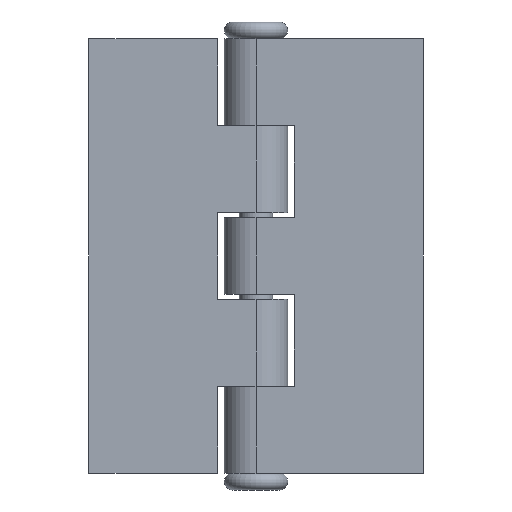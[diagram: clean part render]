
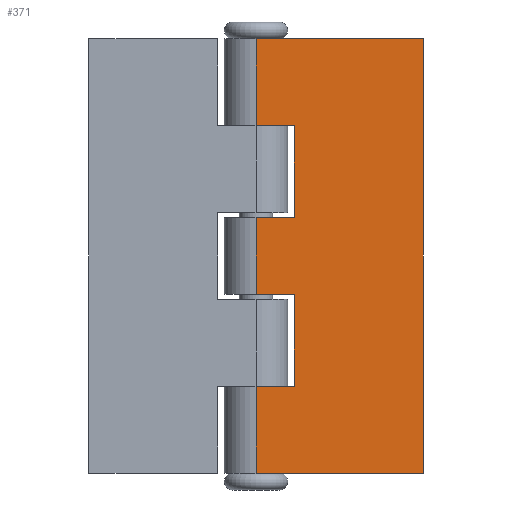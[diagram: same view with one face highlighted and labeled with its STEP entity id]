
A CAD part, front view. The second image highlights one B-rep face of the part: STEP entity #371.
In plain terms, the highlighted planar face has unit normal (0, -1, 0).
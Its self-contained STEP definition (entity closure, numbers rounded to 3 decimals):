
#227 = VERTEX_POINT ( 'NONE', #998 ) ;
#246 = VERTEX_POINT ( 'NONE', #1081 ) ;
#250 = VERTEX_POINT ( 'NONE', #1075 ) ;
#252 = EDGE_CURVE ( 'NONE', #246, #250, #1074, .T. ) ;
#271 = VERTEX_POINT ( 'NONE', #1095 ) ;
#273 = EDGE_CURVE ( 'NONE', #227, #271, #1094, .T. ) ;
#278 = VERTEX_POINT ( 'NONE', #1140 ) ;
#282 = VERTEX_POINT ( 'NONE', #1134 ) ;
#284 = EDGE_CURVE ( 'NONE', #278, #282, #1133, .T. ) ;
#359 = ORIENTED_EDGE ( 'NONE', *, *, #360, .T. ) ;
#360 = EDGE_CURVE ( 'NONE', #445, #246, #1303, .T. ) ;
#361 = ORIENTED_EDGE ( 'NONE', *, *, #252, .T. ) ;
#371 = ADVANCED_FACE ( 'NONE', ( #1283 ), #1282, .F. ) ;
#372 = EDGE_LOOP ( 'NONE', ( #373, #436, #439, #440, #443, #359, #361, #422, #423, #425, #426, #427 ) ) ;
#373 = ORIENTED_EDGE ( 'NONE', *, *, #374, .T. ) ;
#374 = EDGE_CURVE ( 'NONE', #375, #376, #1341, .T. ) ;
#375 = VERTEX_POINT ( 'NONE', #1337 ) ;
#376 = VERTEX_POINT ( 'NONE', #1336 ) ;
#382 = VERTEX_POINT ( 'NONE', #1326 ) ;
#384 = EDGE_CURVE ( 'NONE', #250, #382, #1325, .T. ) ;
#390 = EDGE_CURVE ( 'NONE', #227, #391, #1321, .T. ) ;
#391 = VERTEX_POINT ( 'NONE', #1317 ) ;
#422 = ORIENTED_EDGE ( 'NONE', *, *, #384, .T. ) ;
#423 = ORIENTED_EDGE ( 'NONE', *, *, #424, .F. ) ;
#424 = EDGE_CURVE ( 'NONE', #391, #382, #1394, .T. ) ;
#425 = ORIENTED_EDGE ( 'NONE', *, *, #390, .F. ) ;
#426 = ORIENTED_EDGE ( 'NONE', *, *, #273, .T. ) ;
#427 = ORIENTED_EDGE ( 'NONE', *, *, #428, .T. ) ;
#428 = EDGE_CURVE ( 'NONE', #271, #375, #1390, .T. ) ;
#436 = ORIENTED_EDGE ( 'NONE', *, *, #438, .T. ) ;
#438 = EDGE_CURVE ( 'NONE', #376, #278, #1380, .T. ) ;
#439 = ORIENTED_EDGE ( 'NONE', *, *, #284, .T. ) ;
#440 = ORIENTED_EDGE ( 'NONE', *, *, #441, .T. ) ;
#441 = EDGE_CURVE ( 'NONE', #282, #442, #1437, .T. ) ;
#442 = VERTEX_POINT ( 'NONE', #1433 ) ;
#443 = ORIENTED_EDGE ( 'NONE', *, *, #444, .T. ) ;
#444 = EDGE_CURVE ( 'NONE', #442, #445, #1432, .T. ) ;
#445 = VERTEX_POINT ( 'NONE', #1428 ) ;
#998 = CARTESIAN_POINT ( 'NONE',  ( 0., -9.5, 65. ) ) ;
#1071 = DIRECTION ( 'NONE',  ( 0., 0., -1. ) ) ;
#1072 = VECTOR ( 'NONE', #1071, 1000. ) ;
#1073 = CARTESIAN_POINT ( 'NONE',  ( 0., -9.5, 65. ) ) ;
#1074 = LINE ( 'NONE', #1073, #1072 ) ;
#1075 = CARTESIAN_POINT ( 'NONE',  ( 0., -9.5, -65. ) ) ;
#1081 = CARTESIAN_POINT ( 'NONE',  ( 0., -9.5, -39. ) ) ;
#1092 = VECTOR ( 'NONE', #1153, 1000. ) ;
#1093 = CARTESIAN_POINT ( 'NONE',  ( 0., -9.5, 65. ) ) ;
#1094 = LINE ( 'NONE', #1093, #1092 ) ;
#1095 = CARTESIAN_POINT ( 'NONE',  ( 0., -9.5, 39. ) ) ;
#1130 = DIRECTION ( 'NONE',  ( 0., 0., -1. ) ) ;
#1131 = VECTOR ( 'NONE', #1130, 1000. ) ;
#1132 = CARTESIAN_POINT ( 'NONE',  ( 0., -9.5, 65. ) ) ;
#1133 = LINE ( 'NONE', #1132, #1131 ) ;
#1134 = CARTESIAN_POINT ( 'NONE',  ( 0., -9.5, -11.5 ) ) ;
#1140 = CARTESIAN_POINT ( 'NONE',  ( 0., -9.5, 11.5 ) ) ;
#1153 = DIRECTION ( 'NONE',  ( 0., 0., -1. ) ) ;
#1281 = AXIS2_PLACEMENT_3D ( 'NONE', #1344, #1343, #1342 ) ;
#1282 = PLANE ( 'NONE',  #1281 ) ;
#1283 = FACE_OUTER_BOUND ( 'NONE', #372, .T. ) ;
#1300 = DIRECTION ( 'NONE',  ( -1., 0., 0. ) ) ;
#1301 = VECTOR ( 'NONE', #1300, 1000. ) ;
#1302 = CARTESIAN_POINT ( 'NONE',  ( 0., -9.5, -39. ) ) ;
#1303 = LINE ( 'NONE', #1302, #1301 ) ;
#1317 = CARTESIAN_POINT ( 'NONE',  ( 50., -9.5, 65. ) ) ;
#1318 = DIRECTION ( 'NONE',  ( 1., 0., 0. ) ) ;
#1319 = VECTOR ( 'NONE', #1318, 1000. ) ;
#1320 = CARTESIAN_POINT ( 'NONE',  ( 0., -9.5, 65. ) ) ;
#1321 = LINE ( 'NONE', #1320, #1319 ) ;
#1322 = DIRECTION ( 'NONE',  ( 1., 0., 0. ) ) ;
#1323 = VECTOR ( 'NONE', #1322, 1000. ) ;
#1324 = CARTESIAN_POINT ( 'NONE',  ( 0., -9.5, -65. ) ) ;
#1325 = LINE ( 'NONE', #1324, #1323 ) ;
#1326 = CARTESIAN_POINT ( 'NONE',  ( 50., -9.5, -65. ) ) ;
#1336 = CARTESIAN_POINT ( 'NONE',  ( 11.5, -9.5, 11.5 ) ) ;
#1337 = CARTESIAN_POINT ( 'NONE',  ( 11.5, -9.5, 39. ) ) ;
#1338 = DIRECTION ( 'NONE',  ( 0., 0., -1. ) ) ;
#1339 = VECTOR ( 'NONE', #1338, 1000. ) ;
#1340 = CARTESIAN_POINT ( 'NONE',  ( 11.5, -9.5, 65. ) ) ;
#1341 = LINE ( 'NONE', #1340, #1339 ) ;
#1342 = DIRECTION ( 'NONE',  ( 0., 0., 1. ) ) ;
#1343 = DIRECTION ( 'NONE',  ( 0., 1., 0. ) ) ;
#1344 = CARTESIAN_POINT ( 'NONE',  ( 0., -9.5, 65. ) ) ;
#1380 = LINE ( 'NONE', #1440, #1439 ) ;
#1387 = DIRECTION ( 'NONE',  ( 1., 0., 0. ) ) ;
#1388 = VECTOR ( 'NONE', #1387, 1000. ) ;
#1389 = CARTESIAN_POINT ( 'NONE',  ( 0., -9.5, 39. ) ) ;
#1390 = LINE ( 'NONE', #1389, #1388 ) ;
#1391 = DIRECTION ( 'NONE',  ( 0., 0., -1. ) ) ;
#1392 = VECTOR ( 'NONE', #1391, 1000. ) ;
#1393 = CARTESIAN_POINT ( 'NONE',  ( 50., -9.5, 65. ) ) ;
#1394 = LINE ( 'NONE', #1393, #1392 ) ;
#1428 = CARTESIAN_POINT ( 'NONE',  ( 11.5, -9.5, -39. ) ) ;
#1429 = DIRECTION ( 'NONE',  ( 0., 0., -1. ) ) ;
#1430 = VECTOR ( 'NONE', #1429, 1000. ) ;
#1431 = CARTESIAN_POINT ( 'NONE',  ( 11.5, -9.5, 65. ) ) ;
#1432 = LINE ( 'NONE', #1431, #1430 ) ;
#1433 = CARTESIAN_POINT ( 'NONE',  ( 11.5, -9.5, -11.5 ) ) ;
#1434 = DIRECTION ( 'NONE',  ( 1., 0., 0. ) ) ;
#1435 = VECTOR ( 'NONE', #1434, 1000. ) ;
#1436 = CARTESIAN_POINT ( 'NONE',  ( 0., -9.5, -11.5 ) ) ;
#1437 = LINE ( 'NONE', #1436, #1435 ) ;
#1438 = DIRECTION ( 'NONE',  ( -1., 0., 0. ) ) ;
#1439 = VECTOR ( 'NONE', #1438, 1000. ) ;
#1440 = CARTESIAN_POINT ( 'NONE',  ( 0., -9.5, 11.5 ) ) ;
